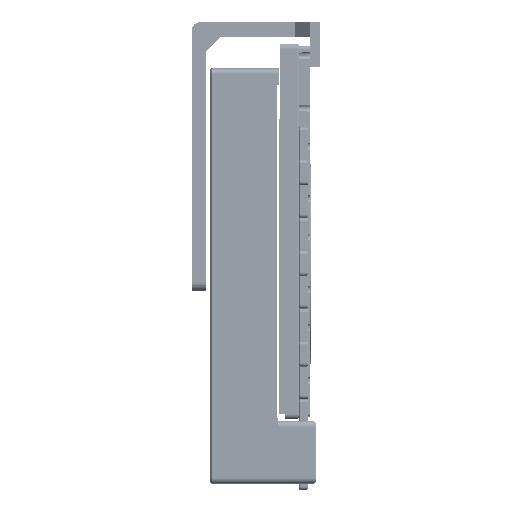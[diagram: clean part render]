
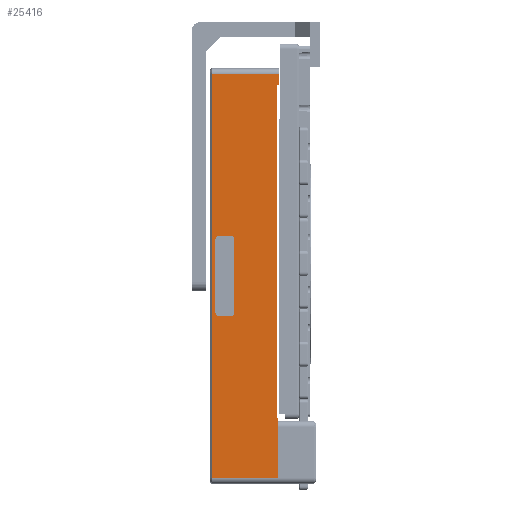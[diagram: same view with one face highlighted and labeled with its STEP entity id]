
A CAD part, left-side view. The second image highlights one B-rep face of the part: STEP entity #25416.
In plain terms, the highlighted planar face has unit normal (-1, 0, 0).
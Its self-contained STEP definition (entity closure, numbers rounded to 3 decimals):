
#1191=CIRCLE('',#27567,2.);
#1192=CIRCLE('',#27568,2.);
#1193=CIRCLE('',#27569,2.);
#1194=CIRCLE('',#27570,2.);
#2800=FACE_BOUND('',#5304,.T.);
#3726=FACE_OUTER_BOUND('',#5303,.T.);
#5303=EDGE_LOOP('',(#18942,#18943,#18944,#18945,#18946,#18947,#18948,#18949));
#5304=EDGE_LOOP('',(#18950,#18951,#18952,#18953,#18954,#18955,#18956,#18957));
#7375=LINE('',#40048,#9491);
#7376=LINE('',#40050,#9492);
#7377=LINE('',#40052,#9493);
#7378=LINE('',#40054,#9494);
#7379=LINE('',#40056,#9495);
#7380=LINE('',#40058,#9496);
#7381=LINE('',#40060,#9497);
#7382=LINE('',#40061,#9498);
#7383=LINE('',#40064,#9499);
#7384=LINE('',#40068,#9500);
#7385=LINE('',#40072,#9501);
#7386=LINE('',#40076,#9502);
#9491=VECTOR('',#32103,1000.);
#9492=VECTOR('',#32104,1000.);
#9493=VECTOR('',#32105,1000.);
#9494=VECTOR('',#32106,1000.);
#9495=VECTOR('',#32107,1000.);
#9496=VECTOR('',#32108,1000.);
#9497=VECTOR('',#32109,1000.);
#9498=VECTOR('',#32110,1000.);
#9499=VECTOR('',#32111,1000.);
#9500=VECTOR('',#32114,1000.);
#9501=VECTOR('',#32117,1000.);
#9502=VECTOR('',#32120,1000.);
#11693=VERTEX_POINT('',#40046);
#11694=VERTEX_POINT('',#40047);
#11695=VERTEX_POINT('',#40049);
#11696=VERTEX_POINT('',#40051);
#11697=VERTEX_POINT('',#40053);
#11698=VERTEX_POINT('',#40055);
#11699=VERTEX_POINT('',#40057);
#11700=VERTEX_POINT('',#40059);
#11701=VERTEX_POINT('',#40062);
#11702=VERTEX_POINT('',#40063);
#11703=VERTEX_POINT('',#40065);
#11704=VERTEX_POINT('',#40067);
#11705=VERTEX_POINT('',#40069);
#11706=VERTEX_POINT('',#40071);
#11707=VERTEX_POINT('',#40073);
#11708=VERTEX_POINT('',#40075);
#14381=EDGE_CURVE('',#11693,#11694,#7375,.T.);
#14382=EDGE_CURVE('',#11694,#11695,#7376,.T.);
#14383=EDGE_CURVE('',#11695,#11696,#7377,.T.);
#14384=EDGE_CURVE('',#11696,#11697,#7378,.T.);
#14385=EDGE_CURVE('',#11697,#11698,#7379,.T.);
#14386=EDGE_CURVE('',#11698,#11699,#7380,.T.);
#14387=EDGE_CURVE('',#11699,#11700,#7381,.T.);
#14388=EDGE_CURVE('',#11700,#11693,#7382,.T.);
#14389=EDGE_CURVE('',#11701,#11702,#7383,.T.);
#14390=EDGE_CURVE('',#11701,#11703,#1191,.T.);
#14391=EDGE_CURVE('',#11704,#11703,#7384,.T.);
#14392=EDGE_CURVE('',#11704,#11705,#1192,.T.);
#14393=EDGE_CURVE('',#11706,#11705,#7385,.T.);
#14394=EDGE_CURVE('',#11706,#11707,#1193,.T.);
#14395=EDGE_CURVE('',#11708,#11707,#7386,.T.);
#14396=EDGE_CURVE('',#11708,#11702,#1194,.T.);
#18942=ORIENTED_EDGE('',*,*,#14381,.T.);
#18943=ORIENTED_EDGE('',*,*,#14382,.T.);
#18944=ORIENTED_EDGE('',*,*,#14383,.T.);
#18945=ORIENTED_EDGE('',*,*,#14384,.T.);
#18946=ORIENTED_EDGE('',*,*,#14385,.T.);
#18947=ORIENTED_EDGE('',*,*,#14386,.T.);
#18948=ORIENTED_EDGE('',*,*,#14387,.T.);
#18949=ORIENTED_EDGE('',*,*,#14388,.T.);
#18950=ORIENTED_EDGE('',*,*,#14389,.F.);
#18951=ORIENTED_EDGE('',*,*,#14390,.T.);
#18952=ORIENTED_EDGE('',*,*,#14391,.F.);
#18953=ORIENTED_EDGE('',*,*,#14392,.T.);
#18954=ORIENTED_EDGE('',*,*,#14393,.F.);
#18955=ORIENTED_EDGE('',*,*,#14394,.T.);
#18956=ORIENTED_EDGE('',*,*,#14395,.F.);
#18957=ORIENTED_EDGE('',*,*,#14396,.T.);
#24440=PLANE('',#27566);
#25416=ADVANCED_FACE('',(#3726,#2800),#24440,.F.);
#27566=AXIS2_PLACEMENT_3D('',#40045,#32101,#32102);
#27567=AXIS2_PLACEMENT_3D('',#40066,#32112,#32113);
#27568=AXIS2_PLACEMENT_3D('',#40070,#32115,#32116);
#27569=AXIS2_PLACEMENT_3D('',#40074,#32118,#32119);
#27570=AXIS2_PLACEMENT_3D('',#40077,#32121,#32122);
#32101=DIRECTION('center_axis',(1.,0.,0.));
#32102=DIRECTION('ref_axis',(0.,1.,0.));
#32103=DIRECTION('',(0.,1.,0.));
#32104=DIRECTION('',(0.,0.,-1.));
#32105=DIRECTION('',(0.,-1.,0.));
#32106=DIRECTION('',(0.,0.,1.));
#32107=DIRECTION('',(0.,1.,0.));
#32108=DIRECTION('',(0.,0.,1.));
#32109=DIRECTION('',(0.,-1.,0.));
#32110=DIRECTION('',(0.,0.,1.));
#32111=DIRECTION('',(0.,0.,1.));
#32112=DIRECTION('center_axis',(1.,0.,0.));
#32113=DIRECTION('ref_axis',(0.,1.,0.));
#32114=DIRECTION('',(0.,-1.,0.));
#32115=DIRECTION('center_axis',(1.,0.,0.));
#32116=DIRECTION('ref_axis',(0.,1.,0.));
#32117=DIRECTION('',(0.,0.,-1.));
#32118=DIRECTION('center_axis',(1.,0.,0.));
#32119=DIRECTION('ref_axis',(0.,1.,0.));
#32120=DIRECTION('',(0.,1.,0.));
#32121=DIRECTION('center_axis',(1.,0.,0.));
#32122=DIRECTION('ref_axis',(0.,1.,0.));
#40045=CARTESIAN_POINT('Origin',(-117.951,146.419,181.723));
#40046=CARTESIAN_POINT('',(-117.951,129.919,407.723));
#40047=CARTESIAN_POINT('',(-117.951,166.919,407.723));
#40048=CARTESIAN_POINT('',(-117.951,146.419,407.723));
#40049=CARTESIAN_POINT('',(-117.951,166.919,184.723));
#40050=CARTESIAN_POINT('',(-117.951,166.919,181.723));
#40051=CARTESIAN_POINT('',(-117.951,130.019,184.723));
#40052=CARTESIAN_POINT('',(-117.951,146.419,184.723));
#40053=CARTESIAN_POINT('',(-117.951,130.019,217.723));
#40054=CARTESIAN_POINT('',(-117.951,130.019,217.223));
#40055=CARTESIAN_POINT('',(-117.951,130.719,217.723));
#40056=CARTESIAN_POINT('',(-117.951,134.919,217.723));
#40057=CARTESIAN_POINT('',(-117.951,130.719,401.223));
#40058=CARTESIAN_POINT('',(-117.951,130.719,381.723));
#40059=CARTESIAN_POINT('',(-117.951,129.919,401.223));
#40060=CARTESIAN_POINT('',(-117.951,129.919,401.223));
#40061=CARTESIAN_POINT('',(-117.951,129.919,410.723));
#40062=CARTESIAN_POINT('',(-117.951,154.469,275.923));
#40063=CARTESIAN_POINT('',(-117.951,154.469,316.523));
#40064=CARTESIAN_POINT('',(-117.951,154.469,273.923));
#40065=CARTESIAN_POINT('',(-117.951,156.469,273.923));
#40066=CARTESIAN_POINT('Origin',(-117.951,156.469,275.923));
#40067=CARTESIAN_POINT('',(-117.951,162.769,273.923));
#40068=CARTESIAN_POINT('',(-117.951,164.769,273.923));
#40069=CARTESIAN_POINT('',(-117.951,164.769,275.923));
#40070=CARTESIAN_POINT('Origin',(-117.951,162.769,275.923));
#40071=CARTESIAN_POINT('',(-117.951,164.769,316.523));
#40072=CARTESIAN_POINT('',(-117.951,164.769,273.923));
#40073=CARTESIAN_POINT('',(-117.951,162.769,318.523));
#40074=CARTESIAN_POINT('Origin',(-117.951,162.769,316.523));
#40075=CARTESIAN_POINT('',(-117.951,156.469,318.523));
#40076=CARTESIAN_POINT('',(-117.951,164.769,318.523));
#40077=CARTESIAN_POINT('Origin',(-117.951,156.469,316.523));
